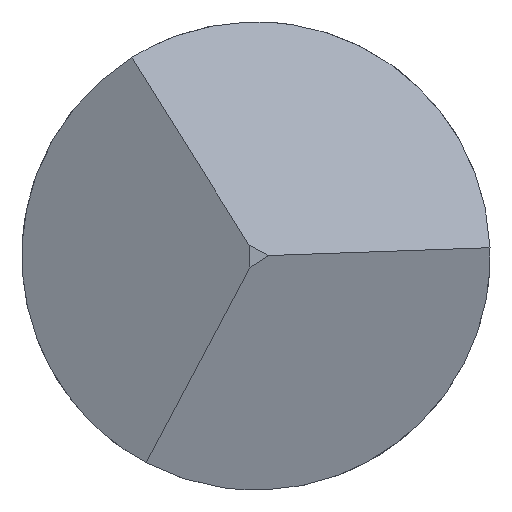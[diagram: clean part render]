
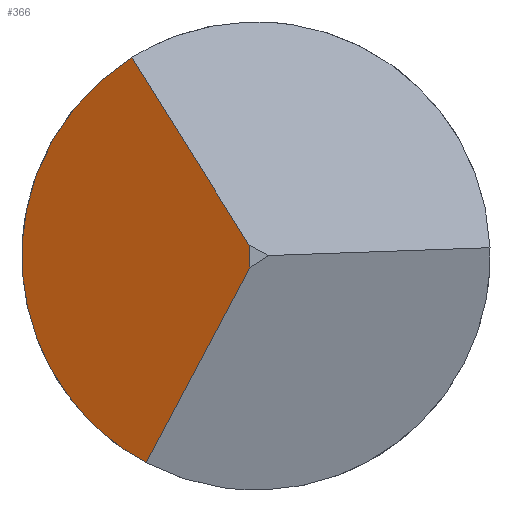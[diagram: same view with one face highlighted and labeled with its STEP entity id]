
A CAD part, left-side view. The second image highlights one B-rep face of the part: STEP entity #366.
In plain terms, the highlighted planar face has unit normal (-0.913, 0.406, -0.014).
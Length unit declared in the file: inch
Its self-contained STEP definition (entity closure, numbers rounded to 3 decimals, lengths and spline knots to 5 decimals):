
#97 = ORIENTED_EDGE ( 'NONE', *, *, #434, .T. ) ;
#143 = EDGE_CURVE ( 'NONE', #1049, #1106, #930, .T. ) ;
#194 = ORIENTED_EDGE ( 'NONE', *, *, #499, .T. ) ;
#214 = FACE_OUTER_BOUND ( 'NONE', #1200, .T. ) ;
#225 = VECTOR ( 'NONE', #303, 39.37008 ) ;
#235 = DIRECTION ( 'NONE',  ( -0.217, -0.458, 0.862 ) ) ;
#271 = CARTESIAN_POINT ( 'NONE',  ( -0.07969, 0.02298, -0.04328 ) ) ;
#303 = DIRECTION ( 'NONE',  ( 0.217, 0.518, 0.828 ) ) ;
#331 = LINE ( 'NONE', #1127, #332 ) ;
#332 = VECTOR ( 'NONE', #1097, 39.37008 ) ;
#341 = CARTESIAN_POINT ( 'NONE',  ( -0.09942, -0.02104, -0.03363 ) ) ;
#366 = ADVANCED_FACE ( 'NONE', ( #214 ), #452, .F. ) ;
#426 = ORIENTED_EDGE ( 'NONE', *, *, #492, .T. ) ;
#434 = EDGE_CURVE ( 'NONE', #1106, #1141, #587, .T. ) ;
#452 = PLANE ( 'NONE',  #861 ) ;
#492 = EDGE_CURVE ( 'NONE', #1047, #1049, #331, .T. ) ;
#499 = EDGE_CURVE ( 'NONE', #1141, #1047, #856, .T. ) ;
#508 = CARTESIAN_POINT ( 'NONE',  ( -0.08142, 0.01932, -0.03638 ) ) ;
#577 = CARTESIAN_POINT ( 'NONE',  ( -0.07969, 0.02599, 0.04154 ) ) ;
#584 = CARTESIAN_POINT ( 'NONE',  ( -0.09, 0.00125, -0.00236 ) ) ;
#587 =( BOUNDED_CURVE ( )  B_SPLINE_CURVE ( 3, ( #1110, #1122, #1133, #1131 ),
 .UNSPECIFIED., .F., .F. ) 
 B_SPLINE_CURVE_WITH_KNOTS ( ( 4, 4 ),
 ( 5.23599, 7.33038 ),
 .UNSPECIFIED. ) 
 CURVE ( )  GEOMETRIC_REPRESENTATION_ITEM ( )  RATIONAL_B_SPLINE_CURVE ( ( 1., 0.667, 0.667, 1. ) ) 
 REPRESENTATION_ITEM ( '' )  );
#592 = CARTESIAN_POINT ( 'NONE',  ( -0.09, 0.00141, 0.00226 ) ) ;
#605 = ORIENTED_EDGE ( 'NONE', *, *, #143, .T. ) ;
#637 = CARTESIAN_POINT ( 'NONE',  ( -0.09, -0.0004, -0.04902 ) ) ;
#655 = DIRECTION ( 'NONE',  ( 0.914, -0.406, 0.014 ) ) ;
#659 = DIRECTION ( 'NONE',  ( 0.407, 0.913, -0.032 ) ) ;
#856 = LINE ( 'NONE', #508, #1184 ) ;
#861 = AXIS2_PLACEMENT_3D ( 'NONE', #637, #655, #659 ) ;
#930 = LINE ( 'NONE', #341, #225 ) ;
#1047 = VERTEX_POINT ( 'NONE', #584 ) ;
#1049 = VERTEX_POINT ( 'NONE', #592 ) ;
#1097 = DIRECTION ( 'NONE',  ( 0., 0.035, 0.999 ) ) ;
#1106 = VERTEX_POINT ( 'NONE', #577 ) ;
#1110 = CARTESIAN_POINT ( 'NONE',  ( -0.07969, 0.02599, 0.04154 ) ) ;
#1122 = CARTESIAN_POINT ( 'NONE',  ( -0.06332, 0.06196, 0.01904 ) ) ;
#1127 = CARTESIAN_POINT ( 'NONE',  ( -0.09, -0.0004, -0.04902 ) ) ;
#1131 = CARTESIAN_POINT ( 'NONE',  ( -0.07969, 0.02298, -0.04328 ) ) ;
#1133 = CARTESIAN_POINT ( 'NONE',  ( -0.06332, 0.06046, -0.02337 ) ) ;
#1141 = VERTEX_POINT ( 'NONE', #271 ) ;
#1184 = VECTOR ( 'NONE', #235, 39.37008 ) ;
#1200 = EDGE_LOOP ( 'NONE', ( #426, #605, #97, #194 ) ) ;
